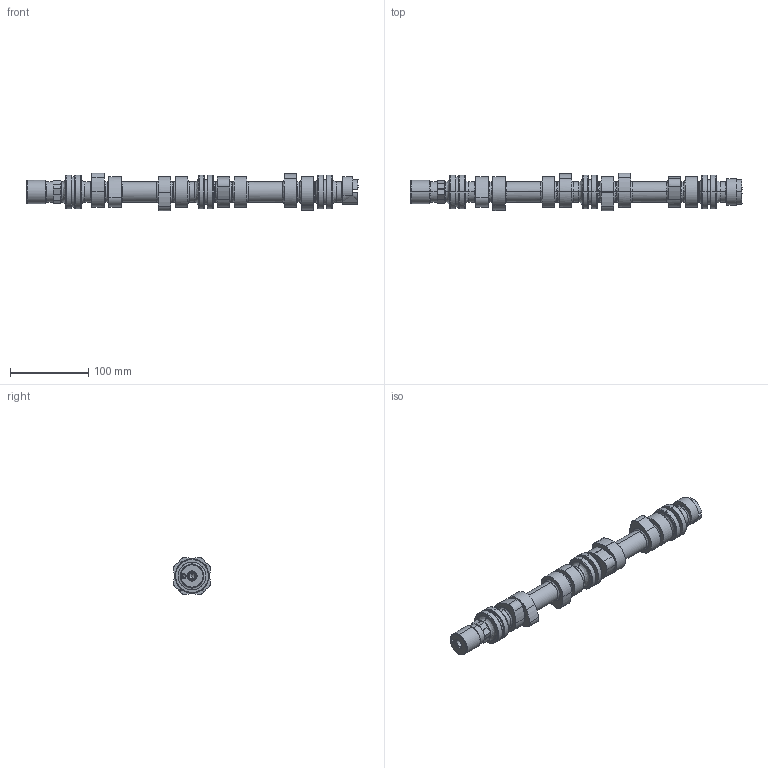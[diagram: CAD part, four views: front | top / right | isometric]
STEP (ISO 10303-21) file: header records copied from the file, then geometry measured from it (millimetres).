
FILE_DESCRIPTION(('FreeCAD Model'),'2;1');
FILE_NAME('Open CASCADE Shape Model','2025-04-17T09:36:09',('FreeCAD'),( 'FreeCAD'),'Open CASCADE STEP processor 7.6','FreeCAD','Unknown');
FILE_SCHEMA(('AUTOMOTIVE_DESIGN { 1 0 10303 214 1 1 1 1 }'));
Products named in the file (1): Open CASCADE STEP translator 7.6 1
Bounding box: 424.51 x 47.69 x 47.68 mm (x, y, z)
Surface area: 67576.8 mm2 (no closed solid volume)
Topology: 0 solids, 261 shells, 261 faces, 5363 edges, 5357 vertices
Faces by surface type: bspline 261
Entity records: 47537 total; most frequent: CARTESIAN_POINT 25184, ORIENTED_EDGE 5357, EDGE_CURVE 5357, VERTEX_POINT 5357, B_SPLINE_CURVE_WITH_KNOTS 4820, FACE_BOUND 299, EDGE_LOOP 299, SHELL_BASED_SURFACE_MODEL 261
